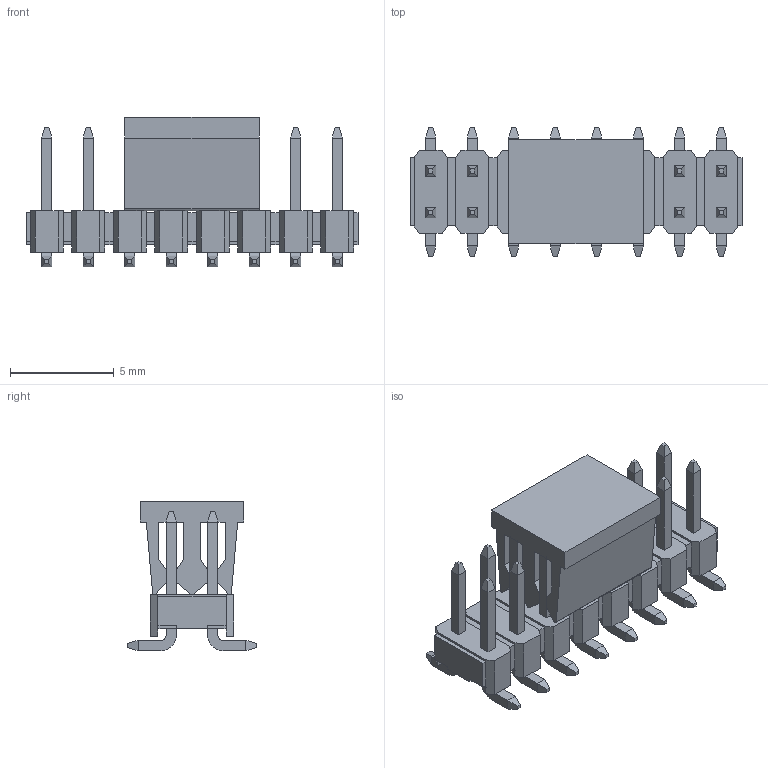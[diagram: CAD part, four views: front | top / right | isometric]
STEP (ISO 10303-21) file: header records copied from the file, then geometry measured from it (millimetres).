
FILE_DESCRIPTION(/* description */ ('Unknown'),/* implementation_level */ '2;1');
FILE_NAME(/* name */ '62101621921',/* time_stamp */ '2016-11-22T16:04:38+01:00',/* author */ ('Unknown'),/* organization */ ('Unknown'),/* preprocessor_version */ 'ST-DEVELOPER v16.7',/* originating_system */ 'DEX',/* authorisation */ $);
FILE_SCHEMA (('AUTOMOTIVE_DESIGN {1 0 10303 214 3 1 1}'));
Length unit declared in the file: millimetre
Products named in the file (4): 6210xx21921; 62101621921; 6210xx21921_PIN; 621xxx21921_Cap
Assembly tree (18 placements, depth 2):
  6210xx21921
    62101621921
    6210xx21921_PIN  x16
    621xxx21921_Cap
Bounding box: 16 x 6.2 x 7.2 mm (x, y, z)
Volume: 204.4 mm3; surface area: 763.7 mm2
Topology: 18 solids, 18 shells, 612 faces, 1504 edges, 928 vertices
Faces by surface type: plane 577, cylinder 35
Entity records: 10513 total; most frequent: CARTESIAN_POINT 1833, ORIENTED_EDGE 1808, DIRECTION 1636, EDGE_CURVE 904, LINE 894, VECTOR 894, VERTEX_POINT 568, EDGE_LOOP 374
